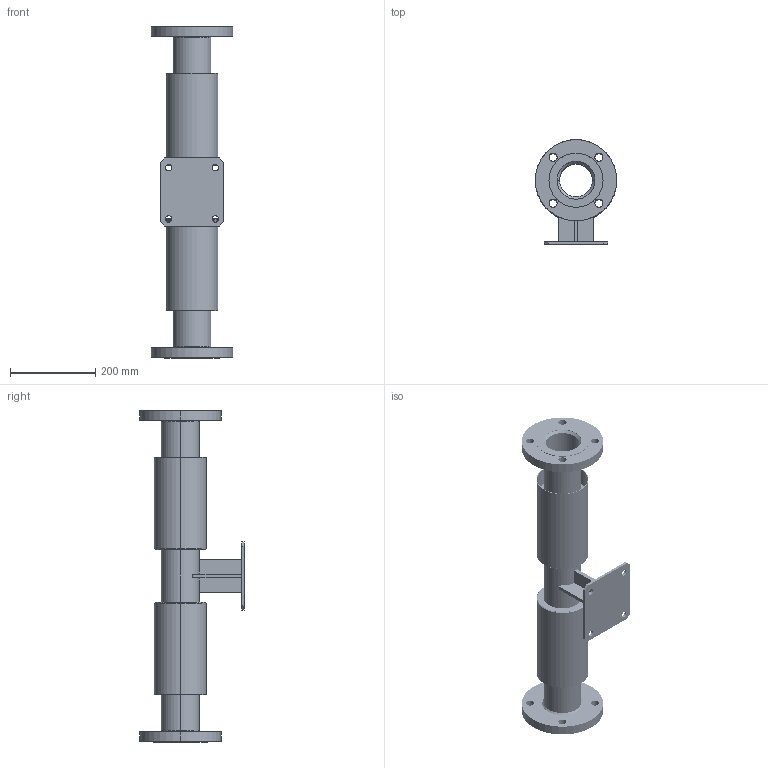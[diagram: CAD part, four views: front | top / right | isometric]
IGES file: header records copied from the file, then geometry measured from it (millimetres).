
Start section: SolidWorks IGES file using analytic representation for surfaces
Global section: file name: 80A.IGS; native system: SolidWorks 2018; preprocessor: SolidWorks 2018; author: Wuthipan; date: 190422.134540; units: millimetre
Bounding box: 191 x 245.5 x 780 mm (x, y, z)
Surface area: 1293547.1 mm2 (no closed solid volume)
Topology: 0 solids, 0 shells, 557 faces, 18930 edges, 18930 vertices
Faces by surface type: bspline 464, revolution 93
